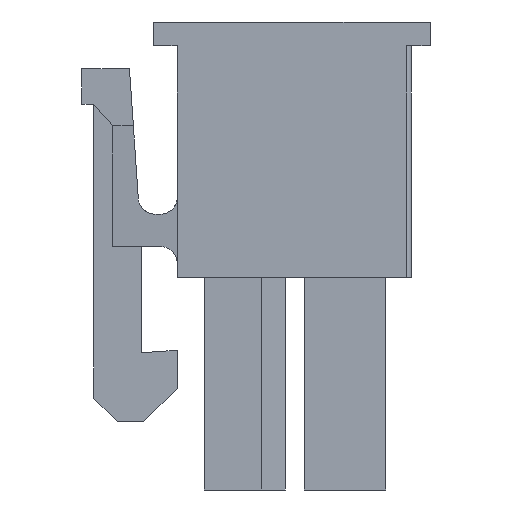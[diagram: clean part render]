
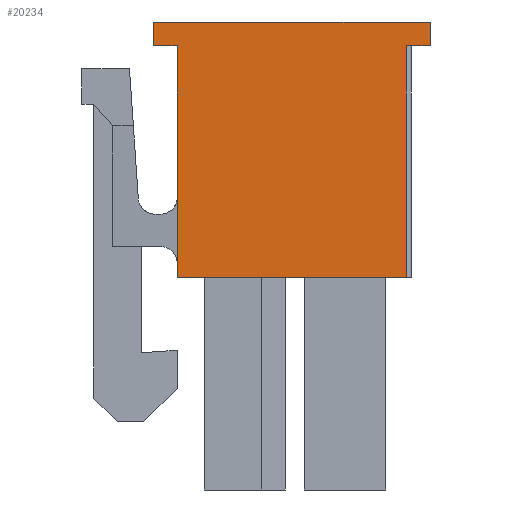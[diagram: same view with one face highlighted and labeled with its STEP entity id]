
A CAD part, left-side view. The second image highlights one B-rep face of the part: STEP entity #20234.
In plain terms, the highlighted planar face has unit normal (-1, 0, 0).
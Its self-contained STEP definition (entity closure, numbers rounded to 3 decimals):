
#1687=ORIENTED_EDGE('',*,*,#5934,.T.);
#1688=ORIENTED_EDGE('',*,*,#7417,.F.);
#1689=ORIENTED_EDGE('',*,*,#7418,.F.);
#1690=ORIENTED_EDGE('',*,*,#6076,.T.);
#1691=ORIENTED_EDGE('',*,*,#7419,.F.);
#1692=ORIENTED_EDGE('',*,*,#7420,.T.);
#1693=ORIENTED_EDGE('',*,*,#5974,.T.);
#1694=ORIENTED_EDGE('',*,*,#7405,.T.);
#5934=EDGE_CURVE('',#8868,#8870,#10706,.T.);
#5974=EDGE_CURVE('',#8904,#8910,#10746,.T.);
#6076=EDGE_CURVE('',#9004,#9005,#10848,.T.);
#7405=EDGE_CURVE('',#8910,#8868,#12167,.T.);
#7417=EDGE_CURVE('',#10176,#8870,#12173,.T.);
#7418=EDGE_CURVE('',#9004,#10176,#12174,.T.);
#7419=EDGE_CURVE('',#10177,#9005,#12175,.T.);
#7420=EDGE_CURVE('',#10177,#8904,#12176,.T.);
#8868=VERTEX_POINT('',#27476);
#8870=VERTEX_POINT('',#27480);
#8904=VERTEX_POINT('',#27555);
#8910=VERTEX_POINT('',#27567);
#9004=VERTEX_POINT('',#27777);
#9005=VERTEX_POINT('',#27778);
#10176=VERTEX_POINT('',#30516);
#10177=VERTEX_POINT('',#30519);
#10706=LINE('',#27481,#13618);
#10746=LINE('',#27568,#13658);
#10848=LINE('',#27776,#13760);
#12167=LINE('',#30499,#15079);
#12173=LINE('',#30515,#15085);
#12174=LINE('',#30517,#15086);
#12175=LINE('',#30518,#15087);
#12176=LINE('',#30520,#15088);
#13618=VECTOR('',#22275,1000.);
#13658=VECTOR('',#22329,1000.);
#13760=VECTOR('',#22457,1000.);
#15079=VECTOR('',#24244,1000.);
#15085=VECTOR('',#24266,1000.);
#15086=VECTOR('',#24267,1000.);
#15087=VECTOR('',#24268,1000.);
#15088=VECTOR('',#24269,1000.);
#16829=EDGE_LOOP('',(#1687,#1688,#1689,#1690,#1691,#1692,#1693,#1694));
#18005=FACE_BOUND('',#16829,.T.);
#19121=PLANE('',#21385);
#20234=ADVANCED_FACE('',(#18005),#19121,.T.);
#21385=AXIS2_PLACEMENT_3D('',#30514,#24264,#24265);
#22275=DIRECTION('',(0.,0.,1.));
#22329=DIRECTION('',(0.,0.,-1.));
#22457=DIRECTION('',(0.,1.,0.));
#24244=DIRECTION('',(0.,-1.,0.));
#24264=DIRECTION('',(-1.,0.,0.));
#24265=DIRECTION('',(0.,0.,1.));
#24266=DIRECTION('',(0.,1.,0.));
#24267=DIRECTION('',(0.,0.,-1.));
#24268=DIRECTION('',(0.,0.,1.));
#24269=DIRECTION('',(0.,-1.,0.));
#27476=CARTESIAN_POINT('',(-19.5,-4.8,-5.35));
#27480=CARTESIAN_POINT('',(-19.5,-4.8,4.35));
#27481=CARTESIAN_POINT('',(-19.5,-4.8,-5.35));
#27555=CARTESIAN_POINT('',(-19.5,4.8,4.35));
#27567=CARTESIAN_POINT('',(-19.5,4.8,-5.35));
#27568=CARTESIAN_POINT('',(-19.5,4.8,5.35));
#27776=CARTESIAN_POINT('',(-19.5,-4.8,5.35));
#27777=CARTESIAN_POINT('',(-19.5,-5.8,5.35));
#27778=CARTESIAN_POINT('',(-19.5,5.8,5.35));
#30499=CARTESIAN_POINT('',(-19.5,4.8,-5.35));
#30514=CARTESIAN_POINT('',(-19.5,0.,0.));
#30515=CARTESIAN_POINT('',(-19.5,-5.8,4.35));
#30516=CARTESIAN_POINT('',(-19.5,-5.8,4.35));
#30517=CARTESIAN_POINT('',(-19.5,-5.8,5.35));
#30518=CARTESIAN_POINT('',(-19.5,5.8,4.35));
#30519=CARTESIAN_POINT('',(-19.5,5.8,4.35));
#30520=CARTESIAN_POINT('',(-19.5,5.8,4.35));
